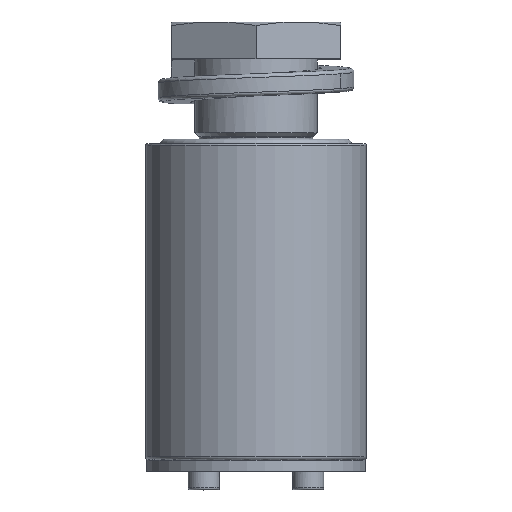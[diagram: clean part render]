
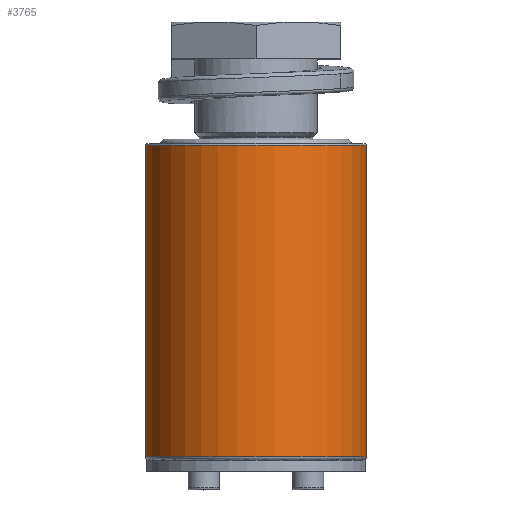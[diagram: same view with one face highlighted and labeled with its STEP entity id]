
A CAD part, top view. The second image highlights one B-rep face of the part: STEP entity #3765.
In plain terms, the highlighted cylindrical face has radius 30 mm (diameter 60 mm), a full revolution.
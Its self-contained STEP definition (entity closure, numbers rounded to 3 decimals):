
#161=CIRCLE('',#4060,30.);
#172=CIRCLE('',#4076,30.);
#547=FACE_OUTER_BOUND('',#783,.T.);
#783=EDGE_LOOP('',(#2538,#2539,#2540,#2541));
#1036=LINE('',#6825,#1268);
#1268=VECTOR('',#4685,30.);
#1540=VERTEX_POINT('',#6797);
#1549=VERTEX_POINT('',#6823);
#1901=EDGE_CURVE('',#1540,#1540,#161,.T.);
#1913=EDGE_CURVE('',#1549,#1549,#172,.T.);
#1914=EDGE_CURVE('',#1549,#1540,#1036,.T.);
#2538=ORIENTED_EDGE('',*,*,#1913,.F.);
#2539=ORIENTED_EDGE('',*,*,#1914,.T.);
#2540=ORIENTED_EDGE('',*,*,#1901,.F.);
#2541=ORIENTED_EDGE('',*,*,#1914,.F.);
#3453=CYLINDRICAL_SURFACE('',#4075,30.);
#3765=ADVANCED_FACE('',(#547),#3453,.T.);
#4060=AXIS2_PLACEMENT_3D('',#6798,#4650,#4651);
#4075=AXIS2_PLACEMENT_3D('',#6822,#4681,#4682);
#4076=AXIS2_PLACEMENT_3D('',#6824,#4683,#4684);
#4650=DIRECTION('center_axis',(0.,-1.,0.));
#4651=DIRECTION('ref_axis',(0.,0.,-1.));
#4681=DIRECTION('center_axis',(0.,1.,0.));
#4682=DIRECTION('ref_axis',(0.,0.,1.));
#4683=DIRECTION('center_axis',(0.,1.,0.));
#4684=DIRECTION('ref_axis',(0.,0.,-1.));
#4685=DIRECTION('',(0.,-1.,0.));
#6797=CARTESIAN_POINT('',(0.,-85.,-30.));
#6798=CARTESIAN_POINT('Origin',(0.,-85.,0.));
#6822=CARTESIAN_POINT('Origin',(0.,-43.,0.));
#6823=CARTESIAN_POINT('',(0.,-0.5,-30.));
#6824=CARTESIAN_POINT('Origin',(0.,-0.5,0.));
#6825=CARTESIAN_POINT('',(0.,-43.,-30.));
